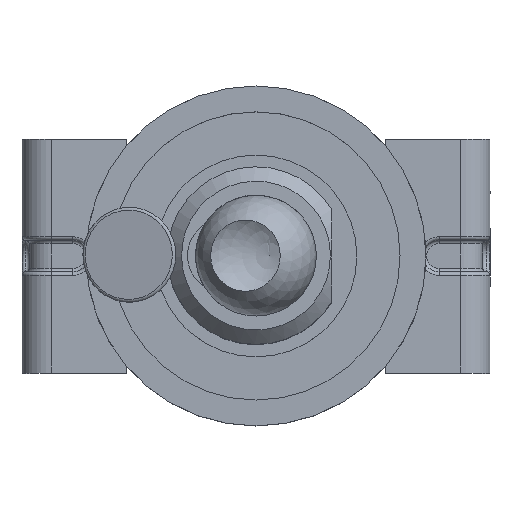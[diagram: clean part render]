
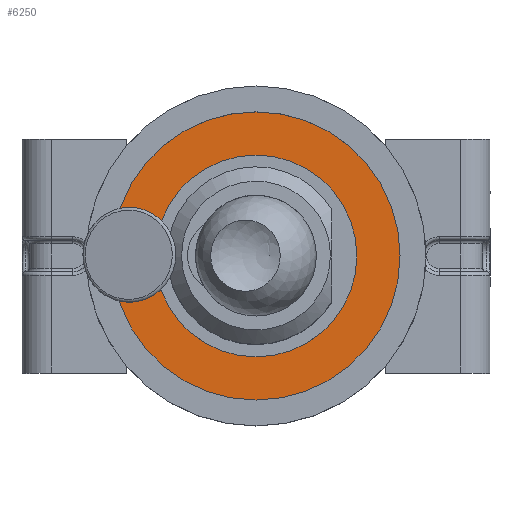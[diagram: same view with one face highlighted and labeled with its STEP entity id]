
A CAD part, top view. The second image highlights one B-rep face of the part: STEP entity #6250.
In plain terms, the highlighted planar face has unit normal (0, 0, 1).
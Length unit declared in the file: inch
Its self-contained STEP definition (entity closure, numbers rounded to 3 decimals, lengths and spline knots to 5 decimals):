
#79=FACE_BOUND('',#1040,.T.);
#301=PLANE('',#6904);
#659=FACE_OUTER_BOUND('',#1039,.T.);
#1039=EDGE_LOOP('',(#5632));
#1040=EDGE_LOOP('',(#5633));
#2537=CIRCLE('',#6899,0.13799);
#2540=CIRCLE('',#6903,0.19705);
#3065=VERTEX_POINT('',#10626);
#3068=VERTEX_POINT('',#10634);
#3922=EDGE_CURVE('',#3065,#3065,#2537,.T.);
#3927=EDGE_CURVE('',#3068,#3068,#2540,.T.);
#5632=ORIENTED_EDGE('',*,*,#3927,.T.);
#5633=ORIENTED_EDGE('',*,*,#3922,.F.);
#6250=ADVANCED_FACE('',(#659,#79),#301,.F.);
#6899=AXIS2_PLACEMENT_3D('',#10627,#8676,#8677);
#6903=AXIS2_PLACEMENT_3D('',#10636,#8686,#8687);
#6904=AXIS2_PLACEMENT_3D('',#10637,#8688,#8689);
#8676=DIRECTION('center_axis',(0.,0.,
1.));
#8677=DIRECTION('ref_axis',(1.,0.,0.));
#8686=DIRECTION('center_axis',(0.,0.,
1.));
#8687=DIRECTION('ref_axis',(1.,0.,0.));
#8688=DIRECTION('center_axis',(0.,0.,
-1.));
#8689=DIRECTION('ref_axis',(1.,0.,0.));
#10626=CARTESIAN_POINT('',(-0.13799,0.,0.41929));
#10627=CARTESIAN_POINT('Origin',(0.,0.,
0.41929));
#10634=CARTESIAN_POINT('',(-0.19705,0.,0.41929));
#10636=CARTESIAN_POINT('Origin',(0.,0.,
0.41929));
#10637=CARTESIAN_POINT('Origin',(0.,0.,
0.41929));
